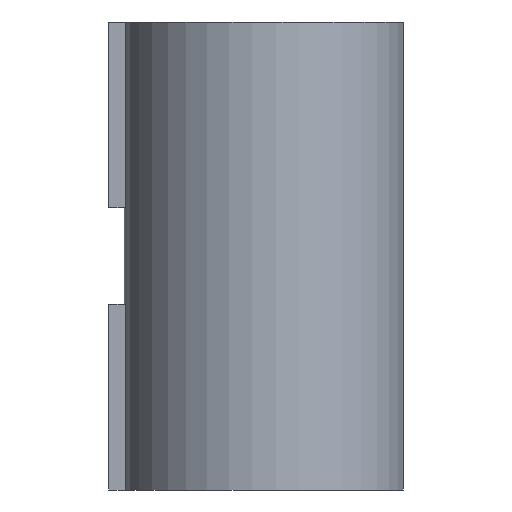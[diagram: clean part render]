
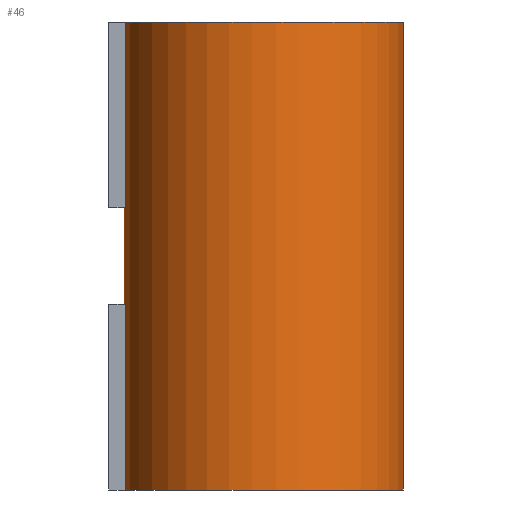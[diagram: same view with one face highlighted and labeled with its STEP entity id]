
A CAD part, left-side view. The second image highlights one B-rep face of the part: STEP entity #46.
In plain terms, the highlighted cylindrical face has radius 9 mm (diameter 18 mm), a partial arc.
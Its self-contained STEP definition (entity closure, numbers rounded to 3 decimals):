
#46 = ADVANCED_FACE( '', ( #98 ), #99, .T. );
#98 = FACE_OUTER_BOUND( '', #153, .T. );
#99 = CYLINDRICAL_SURFACE( '', #154, 9. );
#153 = EDGE_LOOP( '', ( #217, #218, #219, #220, #221, #222, #223, #224, #225, #226, #227, #228 ) );
#154 = AXIS2_PLACEMENT_3D( '', #229, #230, #231 );
#217 = ORIENTED_EDGE( '', *, *, #349, .F. );
#218 = ORIENTED_EDGE( '', *, *, #356, .F. );
#219 = ORIENTED_EDGE( '', *, *, #357, .F. );
#220 = ORIENTED_EDGE( '', *, *, #358, .F. );
#221 = ORIENTED_EDGE( '', *, *, #359, .F. );
#222 = ORIENTED_EDGE( '', *, *, #344, .F. );
#223 = ORIENTED_EDGE( '', *, *, #360, .F. );
#224 = ORIENTED_EDGE( '', *, *, #361, .T. );
#225 = ORIENTED_EDGE( '', *, *, #362, .T. );
#226 = ORIENTED_EDGE( '', *, *, #363, .T. );
#227 = ORIENTED_EDGE( '', *, *, #364, .T. );
#228 = ORIENTED_EDGE( '', *, *, #365, .T. );
#229 = CARTESIAN_POINT( '', ( 0., 0., 30. ) );
#230 = DIRECTION( '', ( 0., 0., 1. ) );
#231 = DIRECTION( '', ( -1., 0., 0. ) );
#344 = EDGE_CURVE( '', #404, #399, #406, .T. );
#349 = EDGE_CURVE( '', #413, #408, #415, .T. );
#356 = EDGE_CURVE( '', #426, #413, #427, .T. );
#357 = EDGE_CURVE( '', #428, #426, #429, .F. );
#358 = EDGE_CURVE( '', #430, #428, #431, .T. );
#359 = EDGE_CURVE( '', #399, #430, #432, .T. );
#360 = EDGE_CURVE( '', #433, #404, #434, .F. );
#361 = EDGE_CURVE( '', #433, #435, #436, .T. );
#362 = EDGE_CURVE( '', #435, #437, #438, .F. );
#363 = EDGE_CURVE( '', #437, #439, #440, .T. );
#364 = EDGE_CURVE( '', #439, #441, #442, .T. );
#365 = EDGE_CURVE( '', #441, #408, #443, .T. );
#399 = VERTEX_POINT( '', #485 );
#404 = VERTEX_POINT( '', #491 );
#406 = CIRCLE( '', #494, 9. );
#408 = VERTEX_POINT( '', #496 );
#413 = VERTEX_POINT( '', #503 );
#415 = LINE( '', #506, #507 );
#426 = VERTEX_POINT( '', #522 );
#427 = CIRCLE( '', #523, 9. );
#428 = VERTEX_POINT( '', #524 );
#429 = LINE( '', #525, #526 );
#430 = VERTEX_POINT( '', #527 );
#431 = CIRCLE( '', #528, 9. );
#432 = LINE( '', #529, #530 );
#433 = VERTEX_POINT( '', #531 );
#434 = LINE( '', #532, #533 );
#435 = VERTEX_POINT( '', #534 );
#436 = CIRCLE( '', #535, 9. );
#437 = VERTEX_POINT( '', #536 );
#438 = LINE( '', #537, #538 );
#439 = VERTEX_POINT( '', #539 );
#440 = CIRCLE( '', #540, 9. );
#441 = VERTEX_POINT( '', #541 );
#442 = LINE( '', #542, #543 );
#443 = CIRCLE( '', #544, 9. );
#485 = CARTESIAN_POINT( '', ( 1.2, 8.92, 30. ) );
#491 = CARTESIAN_POINT( '', ( 1.25, -8.913, 30. ) );
#494 = AXIS2_PLACEMENT_3D( '', #607, #608, #609 );
#496 = CARTESIAN_POINT( '', ( -1.25, -8.913, 0. ) );
#503 = CARTESIAN_POINT( '', ( -1.25, -8.913, 30. ) );
#506 = CARTESIAN_POINT( '', ( -1.25, -8.913, 30. ) );
#507 = VECTOR( '', #613, 1000. );
#522 = CARTESIAN_POINT( '', ( -1.2, 8.92, 30. ) );
#523 = AXIS2_PLACEMENT_3D( '', #618, #619, #620 );
#524 = CARTESIAN_POINT( '', ( -1.2, 8.92, 18.1 ) );
#525 = CARTESIAN_POINT( '', ( -1.2, 8.92, 30. ) );
#526 = VECTOR( '', #621, 1000. );
#527 = CARTESIAN_POINT( '', ( 1.2, 8.92, 18.1 ) );
#528 = AXIS2_PLACEMENT_3D( '', #622, #623, #624 );
#529 = CARTESIAN_POINT( '', ( 1.2, 8.92, 30. ) );
#530 = VECTOR( '', #625, 1000. );
#531 = CARTESIAN_POINT( '', ( 1.25, -8.913, 0. ) );
#532 = CARTESIAN_POINT( '', ( 1.25, -8.913, 30. ) );
#533 = VECTOR( '', #626, 1000. );
#534 = CARTESIAN_POINT( '', ( 1.2, 8.92, 0. ) );
#535 = AXIS2_PLACEMENT_3D( '', #627, #628, #629 );
#536 = CARTESIAN_POINT( '', ( 1.2, 8.92, 11.9 ) );
#537 = CARTESIAN_POINT( '', ( 1.2, 8.92, 30. ) );
#538 = VECTOR( '', #630, 1000. );
#539 = CARTESIAN_POINT( '', ( -1.2, 8.92, 11.9 ) );
#540 = AXIS2_PLACEMENT_3D( '', #631, #632, #633 );
#541 = CARTESIAN_POINT( '', ( -1.2, 8.92, 0. ) );
#542 = CARTESIAN_POINT( '', ( -1.2, 8.92, 30. ) );
#543 = VECTOR( '', #634, 1000. );
#544 = AXIS2_PLACEMENT_3D( '', #635, #636, #637 );
#607 = CARTESIAN_POINT( '', ( 0., 0., 30. ) );
#608 = DIRECTION( '', ( 0., 0., 1. ) );
#609 = DIRECTION( '', ( 1., 0., 0. ) );
#613 = DIRECTION( '', ( 0., 0., -1. ) );
#618 = CARTESIAN_POINT( '', ( 0., 0., 30. ) );
#619 = DIRECTION( '', ( 0., 0., 1. ) );
#620 = DIRECTION( '', ( 1., 0., 0. ) );
#621 = DIRECTION( '', ( 0., 0., -1. ) );
#622 = CARTESIAN_POINT( '', ( 0., 0., 18.1 ) );
#623 = DIRECTION( '', ( 0., 0., 1. ) );
#624 = DIRECTION( '', ( 1., 0., 0. ) );
#625 = DIRECTION( '', ( 0., 0., -1. ) );
#626 = DIRECTION( '', ( 0., 0., -1. ) );
#627 = CARTESIAN_POINT( '', ( 0., 0., 0. ) );
#628 = DIRECTION( '', ( 0., 0., 1. ) );
#629 = DIRECTION( '', ( 1., 0., 0. ) );
#630 = DIRECTION( '', ( 0., 0., -1. ) );
#631 = CARTESIAN_POINT( '', ( 0., 0., 11.9 ) );
#632 = DIRECTION( '', ( 0., 0., 1. ) );
#633 = DIRECTION( '', ( 1., 0., 0. ) );
#634 = DIRECTION( '', ( 0., 0., -1. ) );
#635 = CARTESIAN_POINT( '', ( 0., 0., 0. ) );
#636 = DIRECTION( '', ( 0., 0., 1. ) );
#637 = DIRECTION( '', ( 1., 0., 0. ) );
